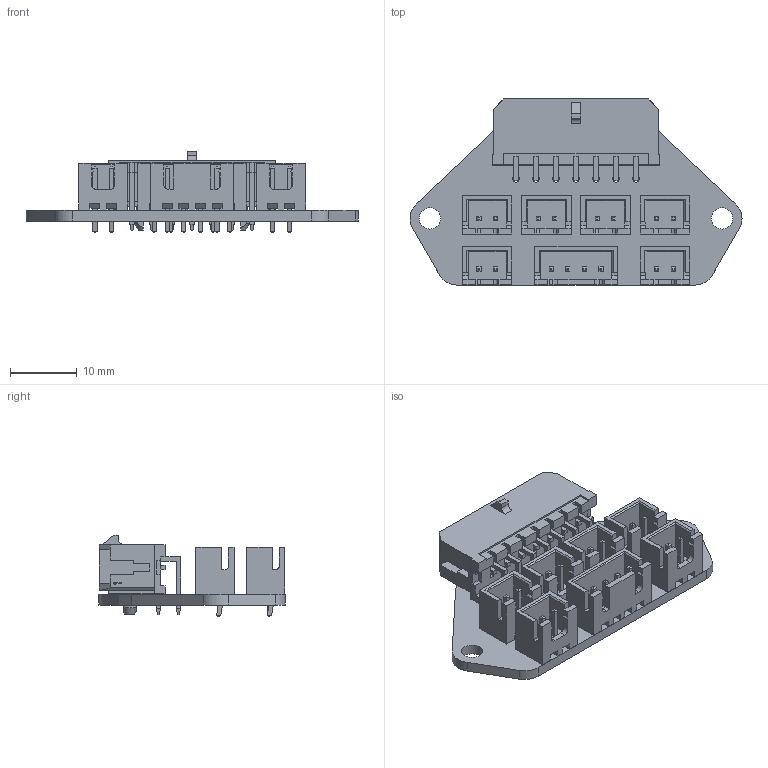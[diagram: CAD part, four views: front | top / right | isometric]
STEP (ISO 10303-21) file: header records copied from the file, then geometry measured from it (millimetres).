
FILE_DESCRIPTION(('KiCad electronic assembly'),'2;1');
FILE_NAME('Toolhead_PCB.step','2021-06-02T01:19:33',('An Author'),( 'A Company'),'Open CASCADE STEP processor 6.9', 'KiCad to STEP converter','Unknown');
FILE_SCHEMA(('AUTOMOTIVE_DESIGN { 1 0 10303 214 1 1 1 1 }'));
Length unit declared in the file: millimetre
Products named in the file (8): Open CASCADE STEP translator 6.9 1; JST_XH_B2B-XH-A_1x02_P2.50mm_Vertical; SOLID; 430451400; JST_XH_B4B-XH-A_1x04_P2.50mm_Vertical; COMPOUND
Assembly tree (12 placements, depth 3):
  Open CASCADE STEP translator 6.9 1
    JST_XH_B2B-XH-A_1x02_P2.50mm_Vertical  x6
      SOLID
    430451400
      SOLID
    JST_XH_B4B-XH-A_1x04_P2.50mm_Vertical
      SOLID
    COMPOUND
Bounding box: 49.84 x 27.94 x 12.23 mm (x, y, z)
Volume: 3782 mm3; surface area: 7834.1 mm2
Topology: 9 solids, 9 shells, 1324 faces, 3453 edges, 2211 vertices
Faces by surface type: plane 1248, cylinder 72, torus 2, cone 2
Full cylindrical faces by diameter (mm): 0.95 x4, 1 x12, 1.02 x14, 3 x2, 3.2 x2
Entity records: 57451 total; most frequent: CARTESIAN_POINT 9437, DIRECTION 8624, LINE 6510, VECTOR 6510, ORIENTED_EDGE 4516, PCURVE 4516, DEFINITIONAL_REPRESENTATION 4516, EDGE_CURVE 2258
